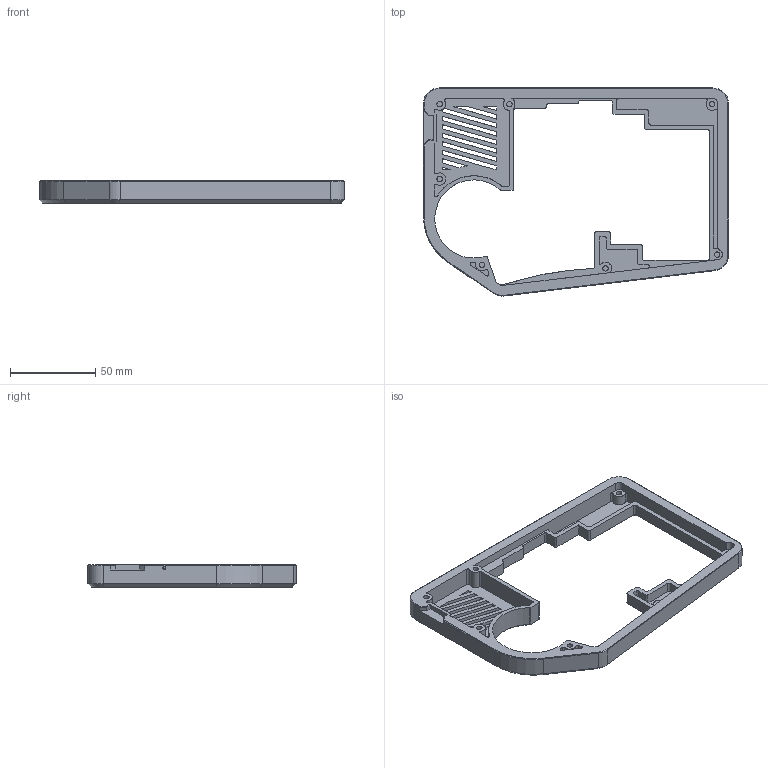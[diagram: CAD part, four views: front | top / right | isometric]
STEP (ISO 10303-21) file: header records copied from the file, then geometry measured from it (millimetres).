
FILE_DESCRIPTION(('FreeCAD Model'),'2;1');
FILE_NAME('Open CASCADE Shape Model','2025-05-28T09:41:49',(''),(''), 'Open CASCADE STEP processor 7.8','FreeCAD','Unknown');
FILE_SCHEMA(('AUTOMOTIVE_DESIGN { 1 0 10303 214 1 1 1 1 }'));
Length unit declared in the file: millimetre
Products named in the file (1): LeftTop
Bounding box: 179.4 x 122.4 x 13 mm (x, y, z)
Volume: 61721.3 mm3; surface area: 35181.6 mm2
Topology: 1 solids, 1 shells, 288 faces, 784 edges, 508 vertices
Faces by surface type: plane 170, cylinder 80, cone 30, bspline 7, extrusion 1
Full cylindrical faces by diameter (mm): 1.5 x1, 3.2 x7
Entity records: 9476 total; most frequent: CARTESIAN_POINT 2012, ORIENTED_EDGE 1568, DIRECTION 1541, EDGE_CURVE 784, VECTOR 539, LINE 538, VERTEX_POINT 508, AXIS2_PLACEMENT_3D 501
